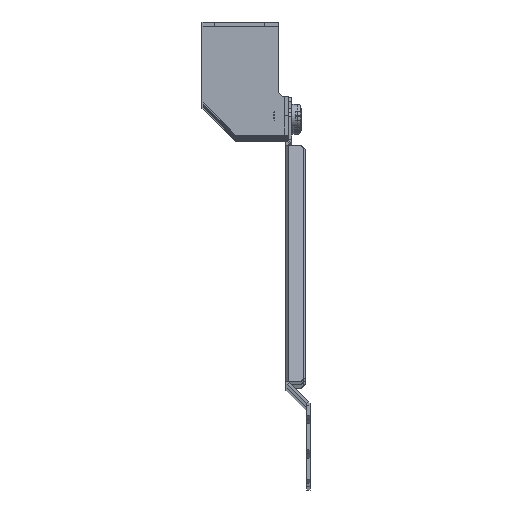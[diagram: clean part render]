
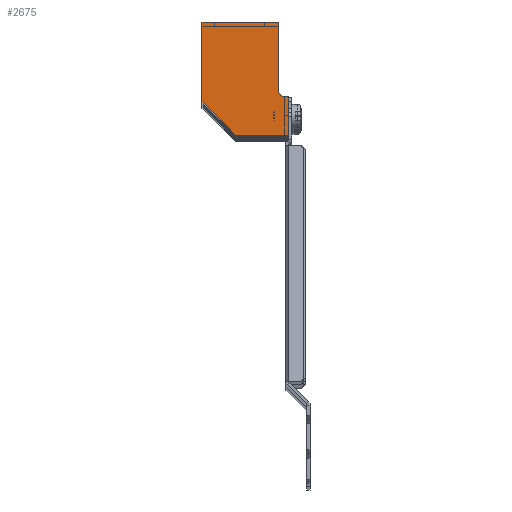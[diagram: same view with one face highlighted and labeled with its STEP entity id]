
A CAD part, top view. The second image highlights one B-rep face of the part: STEP entity #2675.
In plain terms, the highlighted planar face has unit normal (0, 0, 1).
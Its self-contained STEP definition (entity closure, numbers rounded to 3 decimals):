
#2328 = EDGE_CURVE ( 'NONE', #40464, #30103, #39038, .T. ) ;
#2622 = LINE ( 'NONE', #13250, #6448 ) ;
#2675 = ADVANCED_FACE ( 'NONE', ( #31081 ), #35529, .F. ) ;
#3692 = LINE ( 'NONE', #41503, #32378 ) ;
#4026 = VECTOR ( 'NONE', #37135, 1000. ) ;
#4306 = DIRECTION ( 'NONE',  ( 0., 1., 0. ) ) ;
#4947 = VECTOR ( 'NONE', #17271, 1000. ) ;
#5180 = DIRECTION ( 'NONE',  ( 0., 1., 0. ) ) ;
#6448 = VECTOR ( 'NONE', #28334, 1000. ) ;
#6752 = EDGE_CURVE ( 'NONE', #48776, #8684, #9770, .T. ) ;
#7727 = DIRECTION ( 'NONE',  ( 1., 0., 0. ) ) ;
#7798 = AXIS2_PLACEMENT_3D ( 'NONE', #46361, #16731, #24146 ) ;
#8364 = ORIENTED_EDGE ( 'NONE', *, *, #6752, .F. ) ;
#8684 = VERTEX_POINT ( 'NONE', #31956 ) ;
#8971 = VECTOR ( 'NONE', #17344, 1000. ) ;
#9770 = LINE ( 'NONE', #48267, #12485 ) ;
#9988 = DIRECTION ( 'NONE',  ( -1., 0., 0. ) ) ;
#10939 = LINE ( 'NONE', #44325, #25513 ) ;
#11466 = ORIENTED_EDGE ( 'NONE', *, *, #16412, .F. ) ;
#12485 = VECTOR ( 'NONE', #29029, 1000. ) ;
#12905 = CARTESIAN_POINT ( 'NONE',  ( -41.5, 80.074, 935. ) ) ;
#13250 = CARTESIAN_POINT ( 'NONE',  ( -3.5, 82.5, 935. ) ) ;
#14717 = ORIENTED_EDGE ( 'NONE', *, *, #32746, .T. ) ;
#14872 = LINE ( 'NONE', #26000, #4026 ) ;
#16269 = CARTESIAN_POINT ( 'NONE',  ( -3.5, 116.5, 935. ) ) ;
#16412 = EDGE_CURVE ( 'NONE', #16595, #31397, #24243, .T. ) ;
#16595 = VERTEX_POINT ( 'NONE', #18026 ) ;
#16731 = DIRECTION ( 'NONE',  ( 0., 0., -1. ) ) ;
#17094 = LINE ( 'NONE', #32446, #8971 ) ;
#17135 = EDGE_CURVE ( 'NONE', #20740, #8684, #34218, .T. ) ;
#17168 = ORIENTED_EDGE ( 'NONE', *, *, #30378, .F. ) ;
#17202 = VECTOR ( 'NONE', #5180, 1000. ) ;
#17271 = DIRECTION ( 'NONE',  ( -0.707, 0.707, 0. ) ) ;
#17344 = DIRECTION ( 'NONE',  ( 0., 1., 0. ) ) ;
#18026 = CARTESIAN_POINT ( 'NONE',  ( -24.926, 63.5, 935. ) ) ;
#18752 = DIRECTION ( 'NONE',  ( 0., 1., 0. ) ) ;
#20500 = LINE ( 'NONE', #31649, #4947 ) ;
#20740 = VERTEX_POINT ( 'NONE', #16269 ) ;
#23640 = CARTESIAN_POINT ( 'NONE',  ( -1.5, 82.5, 935. ) ) ;
#24146 = DIRECTION ( 'NONE',  ( 1., 0., 0. ) ) ;
#24243 = LINE ( 'NONE', #27962, #42569 ) ;
#25513 = VECTOR ( 'NONE', #9988, 1000. ) ;
#26000 = CARTESIAN_POINT ( 'NONE',  ( -1.5, 63.5, 935. ) ) ;
#26298 = VERTEX_POINT ( 'NONE', #33311 ) ;
#26582 = VERTEX_POINT ( 'NONE', #23640 ) ;
#27046 = CARTESIAN_POINT ( 'NONE',  ( -3.5, 116.5, 935. ) ) ;
#27230 = CARTESIAN_POINT ( 'NONE',  ( 1.5, 82.5, 935. ) ) ;
#27327 = CARTESIAN_POINT ( 'NONE',  ( -3.5, 84.5, 935. ) ) ;
#27923 = VECTOR ( 'NONE', #7727, 1000. ) ;
#27962 = CARTESIAN_POINT ( 'NONE',  ( -41.5, 80.074, 935. ) ) ;
#28334 = DIRECTION ( 'NONE',  ( 0., -1., 0. ) ) ;
#29029 = DIRECTION ( 'NONE',  ( 1., 0., 0. ) ) ;
#30103 = VERTEX_POINT ( 'NONE', #27230 ) ;
#30378 = EDGE_CURVE ( 'NONE', #26298, #48776, #3692, .T. ) ;
#31081 = FACE_OUTER_BOUND ( 'NONE', #38661, .T. ) ;
#31397 = VERTEX_POINT ( 'NONE', #12905 ) ;
#31649 = CARTESIAN_POINT ( 'NONE',  ( -6., 87., 935. ) ) ;
#31956 = CARTESIAN_POINT ( 'NONE',  ( -3.5, 119.5, 935. ) ) ;
#32378 = VECTOR ( 'NONE', #18752, 1000. ) ;
#32446 = CARTESIAN_POINT ( 'NONE',  ( -41.5, 116.5, 935. ) ) ;
#32746 = EDGE_CURVE ( 'NONE', #35942, #40464, #14872, .T. ) ;
#33311 = CARTESIAN_POINT ( 'NONE',  ( -41.5, 116.5, 935. ) ) ;
#33461 = ORIENTED_EDGE ( 'NONE', *, *, #41371, .F. ) ;
#33811 = ORIENTED_EDGE ( 'NONE', *, *, #17135, .T. ) ;
#34218 = LINE ( 'NONE', #27046, #43459 ) ;
#34904 = DIRECTION ( 'NONE',  ( -0.707, 0.707, 0. ) ) ;
#35006 = EDGE_CURVE ( 'NONE', #35942, #16595, #10939, .T. ) ;
#35241 = EDGE_CURVE ( 'NONE', #26582, #30103, #45269, .T. ) ;
#35529 = PLANE ( 'NONE',  #7798 ) ;
#35942 = VERTEX_POINT ( 'NONE', #37346 ) ;
#36880 = VERTEX_POINT ( 'NONE', #27327 ) ;
#37135 = DIRECTION ( 'NONE',  ( 1., 0., 0. ) ) ;
#37346 = CARTESIAN_POINT ( 'NONE',  ( -1.5, 63.5, 935. ) ) ;
#37652 = ORIENTED_EDGE ( 'NONE', *, *, #35006, .F. ) ;
#38120 = CARTESIAN_POINT ( 'NONE',  ( -10.5, 82.5, 935. ) ) ;
#38661 = EDGE_LOOP ( 'NONE', ( #37652, #14717, #45257, #38822, #47601, #43799, #33811, #8364, #17168, #33461, #11466 ) ) ;
#38822 = ORIENTED_EDGE ( 'NONE', *, *, #35241, .F. ) ;
#39038 = LINE ( 'NONE', #42982, #17202 ) ;
#39606 = EDGE_CURVE ( 'NONE', #20740, #36880, #2622, .T. ) ;
#40464 = VERTEX_POINT ( 'NONE', #45703 ) ;
#40519 = EDGE_CURVE ( 'NONE', #26582, #36880, #20500, .T. ) ;
#41371 = EDGE_CURVE ( 'NONE', #31397, #26298, #17094, .T. ) ;
#41503 = CARTESIAN_POINT ( 'NONE',  ( -41.5, 82.5, 935. ) ) ;
#42569 = VECTOR ( 'NONE', #34904, 1000. ) ;
#42982 = CARTESIAN_POINT ( 'NONE',  ( 1.5, 82.5, 935. ) ) ;
#43459 = VECTOR ( 'NONE', #4306, 1000. ) ;
#43799 = ORIENTED_EDGE ( 'NONE', *, *, #39606, .F. ) ;
#44325 = CARTESIAN_POINT ( 'NONE',  ( -24.926, 63.5, 935. ) ) ;
#45257 = ORIENTED_EDGE ( 'NONE', *, *, #2328, .T. ) ;
#45269 = LINE ( 'NONE', #38120, #27923 ) ;
#45703 = CARTESIAN_POINT ( 'NONE',  ( 1.5, 63.5, 935. ) ) ;
#46120 = CARTESIAN_POINT ( 'NONE',  ( -41.5, 119.5, 935. ) ) ;
#46361 = CARTESIAN_POINT ( 'NONE',  ( -10.5, 82.5, 935. ) ) ;
#47601 = ORIENTED_EDGE ( 'NONE', *, *, #40519, .T. ) ;
#48267 = CARTESIAN_POINT ( 'NONE',  ( -10.5, 119.5, 935. ) ) ;
#48776 = VERTEX_POINT ( 'NONE', #46120 ) ;
